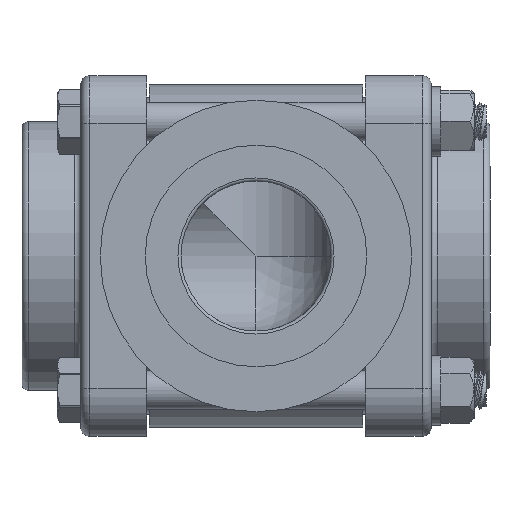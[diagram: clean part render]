
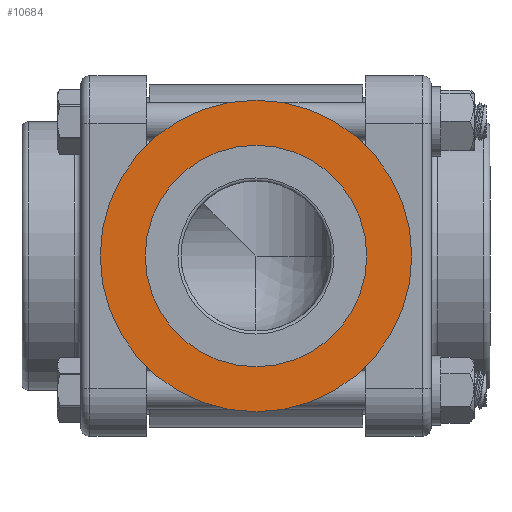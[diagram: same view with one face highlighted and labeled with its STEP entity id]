
A CAD part, front view. The second image highlights one B-rep face of the part: STEP entity #10684.
In plain terms, the highlighted planar face has unit normal (0, -1, 0).
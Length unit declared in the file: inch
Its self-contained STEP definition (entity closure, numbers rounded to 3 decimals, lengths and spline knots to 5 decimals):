
#762=FACE_BOUND('',#3283,.T.);
#848=PLANE('',#11793);
#2614=FACE_OUTER_BOUND('',#3282,.T.);
#3282=EDGE_LOOP('',(#7897,#7898));
#3283=EDGE_LOOP('',(#7899,#7900));
#3999=CIRCLE('',#11794,1.537);
#4000=CIRCLE('',#11795,1.537);
#4001=CIRCLE('',#11796,1.0925);
#4002=CIRCLE('',#11797,1.0925);
#4696=VERTEX_POINT('',#17705);
#4697=VERTEX_POINT('',#17706);
#4698=VERTEX_POINT('',#17709);
#4699=VERTEX_POINT('',#17710);
#5900=EDGE_CURVE('',#4696,#4697,#3999,.T.);
#5901=EDGE_CURVE('',#4697,#4696,#4000,.T.);
#5902=EDGE_CURVE('',#4698,#4699,#4001,.T.);
#5903=EDGE_CURVE('',#4699,#4698,#4002,.T.);
#7897=ORIENTED_EDGE('',*,*,#5900,.F.);
#7898=ORIENTED_EDGE('',*,*,#5901,.F.);
#7899=ORIENTED_EDGE('',*,*,#5902,.T.);
#7900=ORIENTED_EDGE('',*,*,#5903,.T.);
#10684=ADVANCED_FACE('',(#2614,#762),#848,.T.);
#11793=AXIS2_PLACEMENT_3D('',#17704,#13549,#13550);
#11794=AXIS2_PLACEMENT_3D('',#17707,#13551,#13552);
#11795=AXIS2_PLACEMENT_3D('',#17708,#13553,#13554);
#11796=AXIS2_PLACEMENT_3D('',#17711,#13555,#13556);
#11797=AXIS2_PLACEMENT_3D('',#17712,#13557,#13558);
#13549=DIRECTION('center_axis',(0.,-1.,0.));
#13550=DIRECTION('ref_axis',(0.,0.,-1.));
#13551=DIRECTION('center_axis',(0.,1.,0.));
#13552=DIRECTION('ref_axis',(1.,0.,0.));
#13553=DIRECTION('center_axis',(0.,1.,0.));
#13554=DIRECTION('ref_axis',(1.,0.,0.));
#13555=DIRECTION('center_axis',(0.,1.,0.));
#13556=DIRECTION('ref_axis',(1.,0.,0.));
#13557=DIRECTION('center_axis',(0.,1.,0.));
#13558=DIRECTION('ref_axis',(1.,0.,0.));
#17704=CARTESIAN_POINT('Origin',(0.,-2.945,1.537));
#17705=CARTESIAN_POINT('',(0.,-2.945,1.537));
#17706=CARTESIAN_POINT('',(0.,-2.945,-1.537));
#17707=CARTESIAN_POINT('Origin',(0.,-2.945,0.));
#17708=CARTESIAN_POINT('Origin',(0.,-2.945,0.));
#17709=CARTESIAN_POINT('',(0.,-2.945,1.0925));
#17710=CARTESIAN_POINT('',(0.,-2.945,-1.0925));
#17711=CARTESIAN_POINT('Origin',(0.,-2.945,0.));
#17712=CARTESIAN_POINT('Origin',(0.,-2.945,0.));
